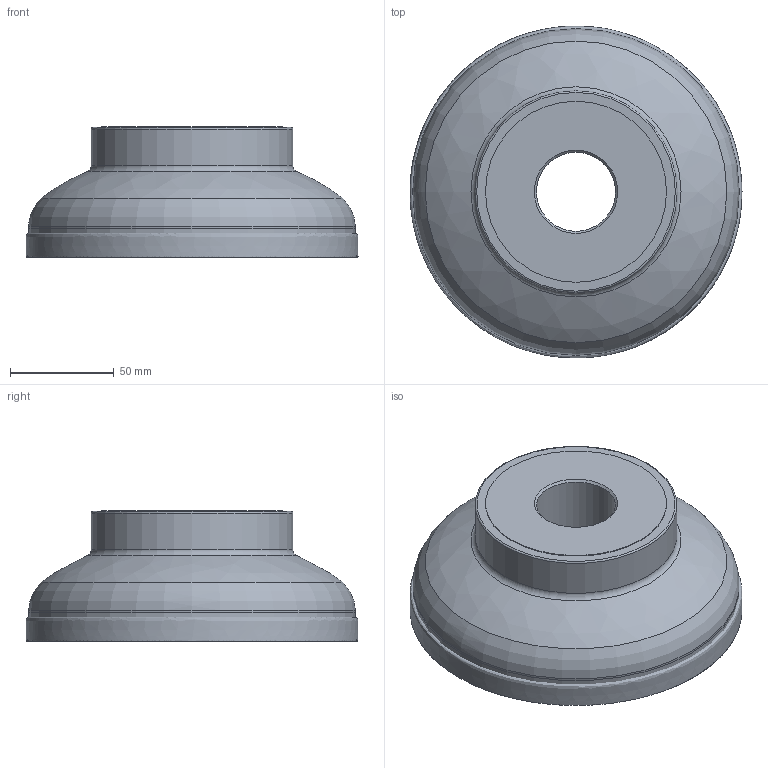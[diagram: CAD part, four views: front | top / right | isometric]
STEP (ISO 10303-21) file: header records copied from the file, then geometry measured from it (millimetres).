
FILE_DESCRIPTION(/* description */ (''),/* implementation_level */ '2;1');
FILE_NAME(/* name */ 'toolassembly_1.stp',/* time_stamp */ '2019-10-02T13:35:42+02:00',/* author */ (''),/* organization */ ('SMS'),/* preprocessor_version */ 'ST-DEVELOPER v16.7',/* originating_system */ 'SIEMENS PLM Software NX 12.0',/* authorisation */ '');
FILE_SCHEMA (('AUTOMOTIVE_DESIGN { 1 0 10303 214 3 1 1 1 }'));
Length unit declared in the file: millimetre
Products named in the file (4): CUT_20191002133502; NOCUT_20191002133437; ASSEMBLY_CONSTRUCTION; TOOLASSEMBLY_1
Assembly tree (3 placements, depth 2):
  TOOLASSEMBLY_1
    ASSEMBLY_CONSTRUCTION
    NOCUT_20191002133437
    CUT_20191002133502
Bounding box: 160.01 x 160.01 x 63 mm (x, y, z)
Volume: 746618.6 mm3; surface area: 84725.5 mm2
Topology: 2 solids, 2 shells, 25 faces, 50 edges, 45 vertices
Faces by surface type: cone 7, plane 5, cylinder 5, torus 5, revolution 2, bspline 1
Full cylindrical faces by diameter (mm): 38.112 x1, 60 x1, 87.25 x1, 97.25 x1, 157.438 x1
Entity records: 8879 total; most frequent: CARTESIAN_POINT 8181, DIRECTION 132, AXIS2_PLACEMENT_3D 65, FACE_BOUND 49, EDGE_LOOP 48, ORIENTED_EDGE 48, STYLED_ITEM 33, PRESENTATION_STYLE_ASSIGNMENT 33
